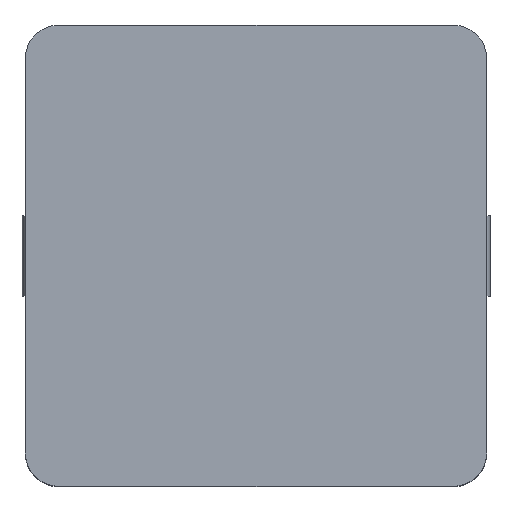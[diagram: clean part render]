
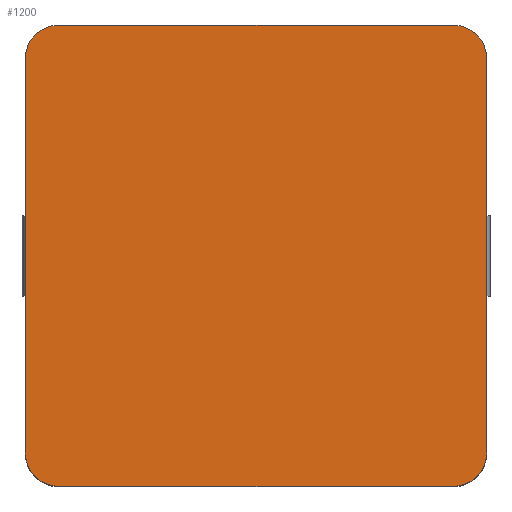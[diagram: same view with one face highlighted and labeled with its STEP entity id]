
A CAD part, top view. The second image highlights one B-rep face of the part: STEP entity #1200.
In plain terms, the highlighted planar face has unit normal (0, 0, 1).
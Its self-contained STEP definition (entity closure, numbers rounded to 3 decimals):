
#56=PLANE('',#1297);
#118=FACE_OUTER_BOUND('',#185,.T.);
#185=EDGE_LOOP('',(#1005,#1006,#1007,#1008,#1009,#1010,#1011,#1012));
#281=LINE('',#1850,#417);
#288=LINE('',#1870,#424);
#292=LINE('',#1884,#428);
#296=LINE('',#1894,#432);
#417=VECTOR('',#1500,5.9);
#424=VECTOR('',#1519,5.9);
#428=VECTOR('',#1535,5.9);
#432=VECTOR('',#1547,5.9);
#503=CIRCLE('',#1285,0.5);
#504=CIRCLE('',#1288,0.5);
#506=CIRCLE('',#1291,0.5);
#508=CIRCLE('',#1295,0.5);
#576=VERTEX_POINT('',#1847);
#577=VERTEX_POINT('',#1849);
#582=VERTEX_POINT('',#1863);
#583=VERTEX_POINT('',#1865);
#584=VERTEX_POINT('',#1869);
#586=VERTEX_POINT('',#1877);
#588=VERTEX_POINT('',#1883);
#590=VERTEX_POINT('',#1889);
#717=EDGE_CURVE('',#577,#576,#281,.T.);
#725=EDGE_CURVE('',#583,#582,#503,.T.);
#727=EDGE_CURVE('',#584,#583,#288,.T.);
#729=EDGE_CURVE('',#576,#584,#504,.T.);
#731=EDGE_CURVE('',#586,#577,#506,.T.);
#734=EDGE_CURVE('',#588,#586,#292,.T.);
#737=EDGE_CURVE('',#590,#588,#508,.T.);
#740=EDGE_CURVE('',#582,#590,#296,.T.);
#1005=ORIENTED_EDGE('',*,*,#740,.T.);
#1006=ORIENTED_EDGE('',*,*,#737,.T.);
#1007=ORIENTED_EDGE('',*,*,#734,.T.);
#1008=ORIENTED_EDGE('',*,*,#731,.T.);
#1009=ORIENTED_EDGE('',*,*,#717,.T.);
#1010=ORIENTED_EDGE('',*,*,#729,.T.);
#1011=ORIENTED_EDGE('',*,*,#727,.T.);
#1012=ORIENTED_EDGE('',*,*,#725,.T.);
#1200=ADVANCED_FACE('',(#118),#56,.T.);
#1285=AXIS2_PLACEMENT_3D('',#1866,#1514,#1515);
#1288=AXIS2_PLACEMENT_3D('',#1873,#1523,#1524);
#1291=AXIS2_PLACEMENT_3D('',#1878,#1529,#1530);
#1295=AXIS2_PLACEMENT_3D('',#1890,#1541,#1542);
#1297=AXIS2_PLACEMENT_3D('',#1895,#1548,#1549);
#1500=DIRECTION('',(0.,-1.,0.));
#1514=DIRECTION('center_axis',(0.,0.,1.));
#1515=DIRECTION('ref_axis',(0.,-1.,0.));
#1519=DIRECTION('',(1.,0.,0.));
#1523=DIRECTION('center_axis',(0.,0.,1.));
#1524=DIRECTION('ref_axis',(-1.,0.,0.));
#1529=DIRECTION('center_axis',(0.,0.,1.));
#1530=DIRECTION('ref_axis',(0.,1.,0.));
#1535=DIRECTION('',(-1.,0.,0.));
#1541=DIRECTION('center_axis',(0.,0.,1.));
#1542=DIRECTION('ref_axis',(1.,0.,0.));
#1547=DIRECTION('',(0.,1.,0.));
#1548=DIRECTION('center_axis',(0.,0.,1.));
#1549=DIRECTION('ref_axis',(1.,0.,0.));
#1847=CARTESIAN_POINT('',(-3.45,-2.95,5.));
#1849=CARTESIAN_POINT('',(-3.45,2.95,5.));
#1850=CARTESIAN_POINT('',(-3.45,2.95,5.));
#1863=CARTESIAN_POINT('',(3.45,-2.95,5.));
#1865=CARTESIAN_POINT('',(2.95,-3.45,5.));
#1866=CARTESIAN_POINT('Origin',(2.95,-2.95,5.));
#1869=CARTESIAN_POINT('',(-2.95,-3.45,5.));
#1870=CARTESIAN_POINT('',(-2.95,-3.45,5.));
#1873=CARTESIAN_POINT('Origin',(-2.95,-2.95,5.));
#1877=CARTESIAN_POINT('',(-2.95,3.45,5.));
#1878=CARTESIAN_POINT('Origin',(-2.95,2.95,5.));
#1883=CARTESIAN_POINT('',(2.95,3.45,5.));
#1884=CARTESIAN_POINT('',(2.95,3.45,5.));
#1889=CARTESIAN_POINT('',(3.45,2.95,5.));
#1890=CARTESIAN_POINT('Origin',(2.95,2.95,5.));
#1894=CARTESIAN_POINT('',(3.45,-2.95,5.));
#1895=CARTESIAN_POINT('Origin',(0.,0.,
5.));
